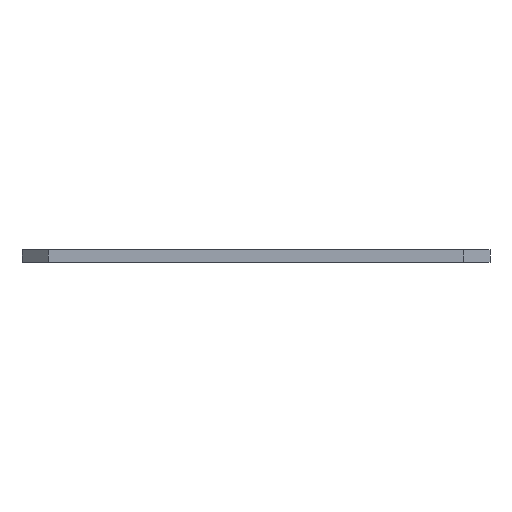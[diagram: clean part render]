
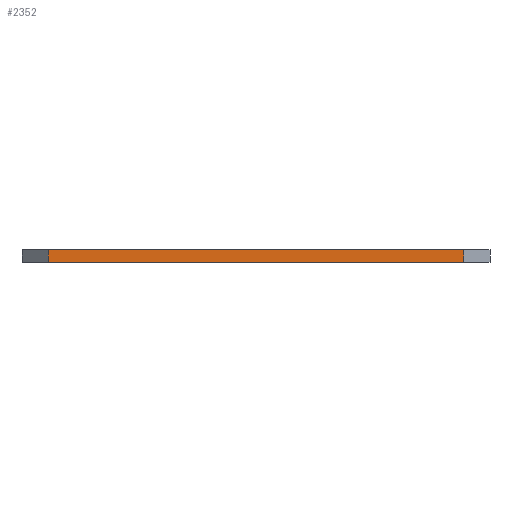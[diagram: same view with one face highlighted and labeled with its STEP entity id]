
A CAD part, front view. The second image highlights one B-rep face of the part: STEP entity #2352.
In plain terms, the highlighted planar face has unit normal (0, -1, 0).
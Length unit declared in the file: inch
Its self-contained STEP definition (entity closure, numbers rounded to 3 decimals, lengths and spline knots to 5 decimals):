
#166 = ORIENTED_EDGE ( 'NONE', *, *, #2488, .F. ) ;
#192 = LINE ( 'NONE', #1275, #3446 ) ;
#211 = VECTOR ( 'NONE', #2749, 39.37008 ) ;
#247 = DIRECTION ( 'NONE',  ( 0., -1., 0. ) ) ;
#280 = EDGE_CURVE ( 'NONE', #2444, #656, #2256, .T. ) ;
#569 = CARTESIAN_POINT ( 'NONE',  ( 0., -1., 0.05906 ) ) ;
#644 = ORIENTED_EDGE ( 'NONE', *, *, #280, .T. ) ;
#656 = VERTEX_POINT ( 'NONE', #2118 ) ;
#715 = CARTESIAN_POINT ( 'NONE',  ( -1.99, -1., -0.05906 ) ) ;
#916 = DIRECTION ( 'NONE',  ( 0., 0., -1. ) ) ;
#1037 = DIRECTION ( 'NONE',  ( 1., 0., 0. ) ) ;
#1275 = CARTESIAN_POINT ( 'NONE',  ( 1.99, -1., 0.05906 ) ) ;
#1419 = EDGE_CURVE ( 'NONE', #3114, #1479, #192, .T. ) ;
#1479 = VERTEX_POINT ( 'NONE', #3284 ) ;
#1580 = PLANE ( 'NONE',  #2474 ) ;
#1825 = ORIENTED_EDGE ( 'NONE', *, *, #2315, .T. ) ;
#1844 = DIRECTION ( 'NONE',  ( -1., 0., 0. ) ) ;
#1926 = CARTESIAN_POINT ( 'NONE',  ( 1.99, -1., -0.05906 ) ) ;
#2118 = CARTESIAN_POINT ( 'NONE',  ( -1.99, -1., -0.05906 ) ) ;
#2256 = LINE ( 'NONE', #715, #3261 ) ;
#2274 = CARTESIAN_POINT ( 'NONE',  ( -1.99, -1., 0.05906 ) ) ;
#2283 = ORIENTED_EDGE ( 'NONE', *, *, #1419, .T. ) ;
#2315 = EDGE_CURVE ( 'NONE', #1479, #2444, #2679, .T. ) ;
#2352 = ADVANCED_FACE ( 'NONE', ( #3253 ), #1580, .T. ) ;
#2353 = DIRECTION ( 'NONE',  ( 0., 0., 1. ) ) ;
#2397 = CARTESIAN_POINT ( 'NONE',  ( 0., -1., 0.05906 ) ) ;
#2444 = VERTEX_POINT ( 'NONE', #2274 ) ;
#2474 = AXIS2_PLACEMENT_3D ( 'NONE', #569, #247, #1037 ) ;
#2488 = EDGE_CURVE ( 'NONE', #3114, #656, #3062, .T. ) ;
#2679 = LINE ( 'NONE', #2397, #2986 ) ;
#2749 = DIRECTION ( 'NONE',  ( -1., 0., 0. ) ) ;
#2986 = VECTOR ( 'NONE', #1844, 39.37008 ) ;
#3062 = LINE ( 'NONE', #3290, #211 ) ;
#3114 = VERTEX_POINT ( 'NONE', #1926 ) ;
#3253 = FACE_OUTER_BOUND ( 'NONE', #3311, .T. ) ;
#3261 = VECTOR ( 'NONE', #916, 39.37008 ) ;
#3284 = CARTESIAN_POINT ( 'NONE',  ( 1.99, -1., 0.05906 ) ) ;
#3290 = CARTESIAN_POINT ( 'NONE',  ( 0., -1., -0.05906 ) ) ;
#3311 = EDGE_LOOP ( 'NONE', ( #166, #2283, #1825, #644 ) ) ;
#3446 = VECTOR ( 'NONE', #2353, 39.37008 ) ;
